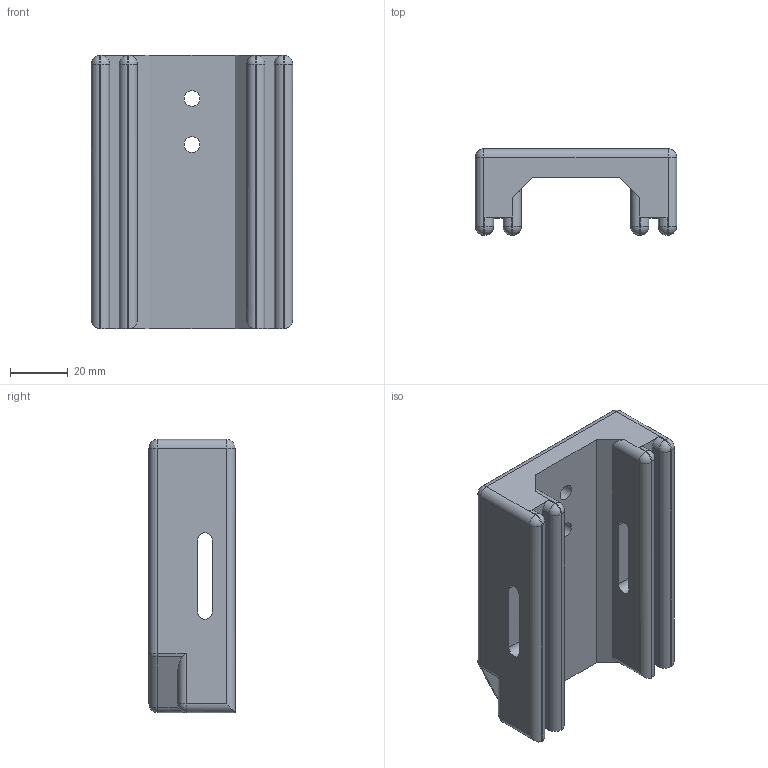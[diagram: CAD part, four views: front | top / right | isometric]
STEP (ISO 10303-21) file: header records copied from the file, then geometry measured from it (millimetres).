
FILE_DESCRIPTION(/* description */ (''),/* implementation_level */ '2;1');
FILE_NAME(/* name */ 'BobSkate_Half1 v2.step',/* time_stamp */ '2024-04-30T23:28:55-04:00',/* author */ (''),/* organization */ (''),/* preprocessor_version */ 'ST-DEVELOPER v20',/* originating_system */ 'Autodesk Translation Framework v12.20.1.177',/* authorisation */ '');
FILE_SCHEMA (('AUTOMOTIVE_DESIGN { 1 0 10303 214 3 1 1 }'));
Length unit declared in the file: millimetre
Products named in the file (1): BobSkate_Half1
Bounding box: 70 x 30 x 95 mm (x, y, z)
Volume: 114812.9 mm3; surface area: 27295.9 mm2
Topology: 1 solids, 1 shells, 92 faces, 228 edges, 124 vertices
Faces by surface type: cylinder 46, plane 30, sphere 16
Full cylindrical faces by diameter (mm): 5.5 x1, 5.553 x1, 12.24 x2
Entity records: 2617 total; most frequent: DIRECTION 486, CARTESIAN_POINT 429, ORIENTED_EDGE 424, EDGE_CURVE 212, AXIS2_PLACEMENT_3D 181, LINE 124, VECTOR 124, VERTEX_POINT 124
